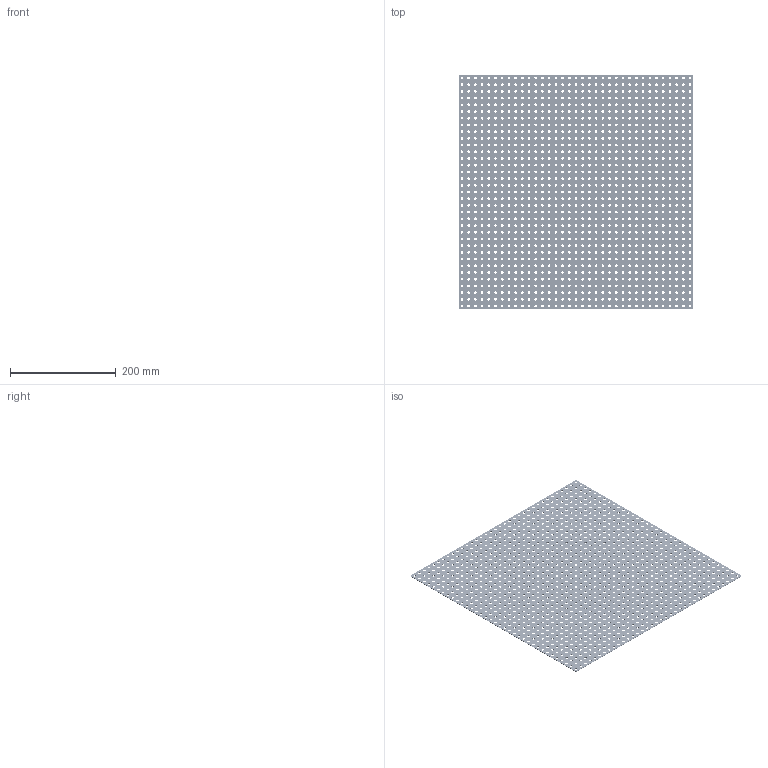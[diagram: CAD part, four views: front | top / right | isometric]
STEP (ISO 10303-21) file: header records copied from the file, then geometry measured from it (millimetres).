
FILE_DESCRIPTION (( 'STEP AP214' ), '1' );
FILE_NAME ('am-5599 17.5IN x 17.5IN x 0.03IN Perforated Sheet.STEP', '2024-12-13T15:46:01', ( '' ), ( '' ), 'SwSTEP 2.0', 'SolidWorks 2024', '' );
FILE_SCHEMA (( 'AUTOMOTIVE_DESIGN' ));
Length unit declared in the file: inch
Products named in the file (1): am-5599 17.5IN x 17.5IN x 0.03IN Perforated Sheet
Bounding box: 444.5 x 444.5 x 0.79 mm (x, y, z)
Volume: 136924 mm3; surface area: 362012.1 mm2
Topology: 1 solids, 1 shells, 2456 faces, 7362 edges, 4908 vertices
Faces by surface type: cylinder 2450, plane 6
Entity records: 90833 total; most frequent: DIRECTION 17176, CARTESIAN_POINT 14727, ORIENTED_EDGE 14724, EDGE_CURVE 7362, AXIS2_PLACEMENT_3D 7357, VERTEX_POINT 4908, EDGE_LOOP 4906, CIRCLE 4900
